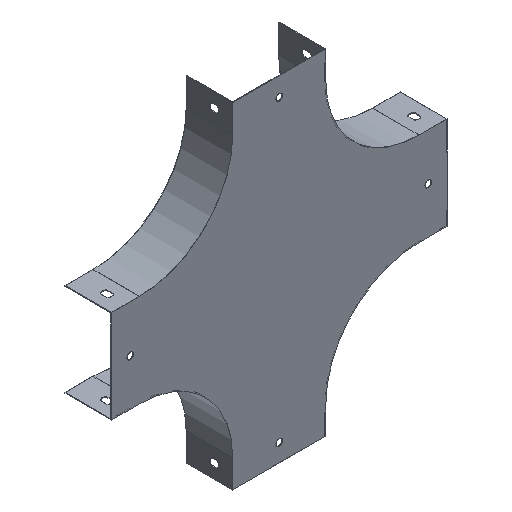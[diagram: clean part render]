
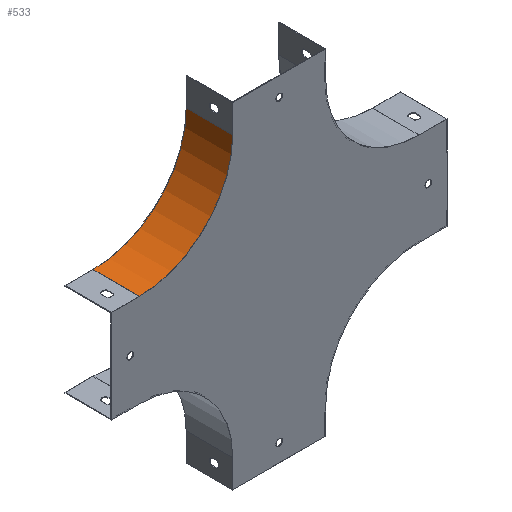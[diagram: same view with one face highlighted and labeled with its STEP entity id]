
A CAD part, isometric view. The second image highlights one B-rep face of the part: STEP entity #533.
In plain terms, the highlighted cylindrical face has radius 100 mm (diameter 200 mm), a partial arc.
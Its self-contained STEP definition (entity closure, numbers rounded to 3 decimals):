
#46 = VERTEX_POINT ( 'NONE', #2141 ) ;
#47 = VERTEX_POINT ( 'NONE', #2148 ) ;
#213 = CARTESIAN_POINT ( 'NONE',  ( -150., 0.8, -130. ) ) ;
#216 = DIRECTION ( 'NONE',  ( -1., 0., 0. ) ) ;
#218 = DIRECTION ( 'NONE',  ( 0., -1., 0. ) ) ;
#219 = CARTESIAN_POINT ( 'NONE',  ( -50., 0.8, -30. ) ) ;
#231 = DIRECTION ( 'NONE',  ( 0., -1., 0. ) ) ;
#236 = DIRECTION ( 'NONE',  ( 0., -1., 0. ) ) ;
#238 = DIRECTION ( 'NONE',  ( 0., 0., 1. ) ) ;
#239 = DIRECTION ( 'NONE',  ( 0., 1., 0. ) ) ;
#240 = CARTESIAN_POINT ( 'NONE',  ( -150., 0., -30. ) ) ;
#241 = CARTESIAN_POINT ( 'NONE',  ( -150., 50., -30. ) ) ;
#289 = EDGE_CURVE ( 'NONE', #46, #578, #805, .T. ) ;
#291 = EDGE_CURVE ( 'NONE', #47, #578, #806, .T. ) ;
#292 = EDGE_CURVE ( 'NONE', #47, #616, #802, .T. ) ;
#293 = EDGE_CURVE ( 'NONE', #616, #46, #808, .T. ) ;
#374 = FACE_OUTER_BOUND ( 'NONE', #953, .T. ) ;
#384 = CYLINDRICAL_SURFACE ( 'NONE', #783, 100. ) ;
#533 = ADVANCED_FACE ( 'NONE', ( #374 ), #384, .F. ) ;
#578 = VERTEX_POINT ( 'NONE', #1638 ) ;
#616 = VERTEX_POINT ( 'NONE', #1954 ) ;
#669 = ORIENTED_EDGE ( 'NONE', *, *, #291, .T. ) ;
#670 = ORIENTED_EDGE ( 'NONE', *, *, #292, .F. ) ;
#671 = ORIENTED_EDGE ( 'NONE', *, *, #293, .F. ) ;
#672 = ORIENTED_EDGE ( 'NONE', *, *, #289, .F. ) ;
#783 = AXIS2_PLACEMENT_3D ( 'NONE', #1944, #1950, #1702 ) ;
#802 = CIRCLE ( 'NONE', #1142, 100. ) ;
#805 = CIRCLE ( 'NONE', #1143, 100. ) ;
#806 = LINE ( 'NONE', #213, #809 ) ;
#808 = LINE ( 'NONE', #219, #812 ) ;
#809 = VECTOR ( 'NONE', #231, 1000. ) ;
#812 = VECTOR ( 'NONE', #236, 1000. ) ;
#953 = EDGE_LOOP ( 'NONE', ( #672, #671, #670, #669 ) ) ;
#1142 = AXIS2_PLACEMENT_3D ( 'NONE', #241, #218, #216 ) ;
#1143 = AXIS2_PLACEMENT_3D ( 'NONE', #240, #239, #238 ) ;
#1638 = CARTESIAN_POINT ( 'NONE',  ( -150., 0., -130. ) ) ;
#1702 = DIRECTION ( 'NONE',  ( 0., 0., -1. ) ) ;
#1944 = CARTESIAN_POINT ( 'NONE',  ( -150., 0.8, -30. ) ) ;
#1950 = DIRECTION ( 'NONE',  ( 0., -1., 0. ) ) ;
#1954 = CARTESIAN_POINT ( 'NONE',  ( -50., 50., -30. ) ) ;
#2141 = CARTESIAN_POINT ( 'NONE',  ( -50., 0., -30. ) ) ;
#2148 = CARTESIAN_POINT ( 'NONE',  ( -150., 50., -130. ) ) ;
